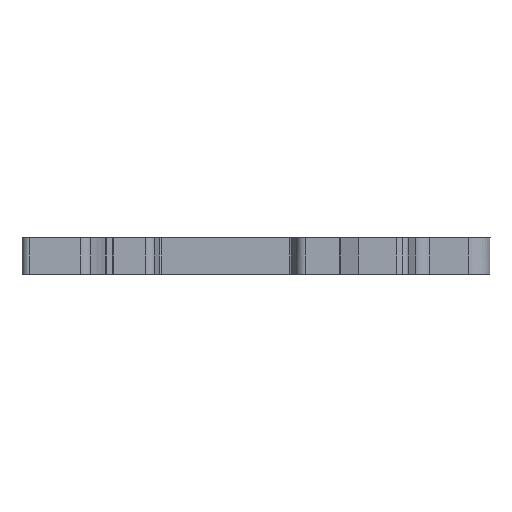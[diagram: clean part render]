
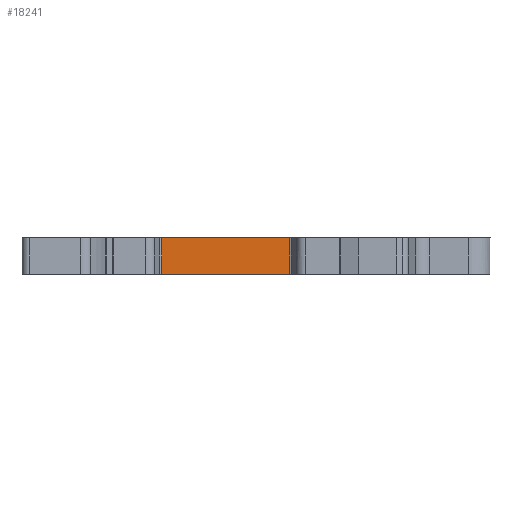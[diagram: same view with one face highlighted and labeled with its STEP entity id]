
A CAD part, front view. The second image highlights one B-rep face of the part: STEP entity #18241.
In plain terms, the highlighted planar face has unit normal (0, -1, 0).
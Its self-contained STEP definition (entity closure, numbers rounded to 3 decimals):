
#757 = VERTEX_POINT ( 'NONE', #4491 ) ;
#849 = FACE_OUTER_BOUND ( 'NONE', #4833, .T. ) ;
#995 = ORIENTED_EDGE ( 'NONE', *, *, #9688, .F. ) ;
#1071 = ORIENTED_EDGE ( 'NONE', *, *, #19057, .F. ) ;
#1499 = VERTEX_POINT ( 'NONE', #4732 ) ;
#1785 = VECTOR ( 'NONE', #18558, 1000. ) ;
#2184 = AXIS2_PLACEMENT_3D ( 'NONE', #4202, #19368, #10205 ) ;
#2301 = CARTESIAN_POINT ( 'NONE',  ( 209.7, 134.025, 0. ) ) ;
#3271 = VERTEX_POINT ( 'NONE', #8490 ) ;
#4202 = CARTESIAN_POINT ( 'NONE',  ( 192.208, 134.025, 5. ) ) ;
#4491 = CARTESIAN_POINT ( 'NONE',  ( 192.208, 134.025, 5. ) ) ;
#4715 = LINE ( 'NONE', #19385, #14995 ) ;
#4732 = CARTESIAN_POINT ( 'NONE',  ( 192.208, 134.025, 0. ) ) ;
#4833 = EDGE_LOOP ( 'NONE', ( #1071, #995, #12098, #9529 ) ) ;
#5305 = VECTOR ( 'NONE', #14900, 1000. ) ;
#5336 = EDGE_CURVE ( 'NONE', #3271, #15600, #11996, .T. ) ;
#6858 = VECTOR ( 'NONE', #17230, 1000. ) ;
#8490 = CARTESIAN_POINT ( 'NONE',  ( 209.7, 134.025, 5. ) ) ;
#8705 = LINE ( 'NONE', #14000, #1785 ) ;
#9529 = ORIENTED_EDGE ( 'NONE', *, *, #5336, .F. ) ;
#9688 = EDGE_CURVE ( 'NONE', #1499, #757, #11402, .T. ) ;
#10205 = DIRECTION ( 'NONE',  ( -1., 0., 0. ) ) ;
#10275 = CARTESIAN_POINT ( 'NONE',  ( 209.7, 134.025, 5. ) ) ;
#10386 = EDGE_CURVE ( 'NONE', #15600, #1499, #4715, .T. ) ;
#11402 = LINE ( 'NONE', #14138, #6858 ) ;
#11960 = DIRECTION ( 'NONE',  ( -1., 0., 0. ) ) ;
#11996 = LINE ( 'NONE', #10275, #5305 ) ;
#12098 = ORIENTED_EDGE ( 'NONE', *, *, #10386, .F. ) ;
#13344 = PLANE ( 'NONE',  #2184 ) ;
#14000 = CARTESIAN_POINT ( 'NONE',  ( 211.986, 134.025, 5. ) ) ;
#14138 = CARTESIAN_POINT ( 'NONE',  ( 192.208, 134.025, 5. ) ) ;
#14900 = DIRECTION ( 'NONE',  ( 0., 0., -1. ) ) ;
#14995 = VECTOR ( 'NONE', #11960, 1000. ) ;
#15600 = VERTEX_POINT ( 'NONE', #2301 ) ;
#17230 = DIRECTION ( 'NONE',  ( 0., 0., 1. ) ) ;
#18241 = ADVANCED_FACE ( 'NONE', ( #849 ), #13344, .F. ) ;
#18558 = DIRECTION ( 'NONE',  ( 1., 0., 0. ) ) ;
#19057 = EDGE_CURVE ( 'NONE', #757, #3271, #8705, .T. ) ;
#19368 = DIRECTION ( 'NONE',  ( 0., 1., 0. ) ) ;
#19385 = CARTESIAN_POINT ( 'NONE',  ( 211.986, 134.025, 0. ) ) ;
